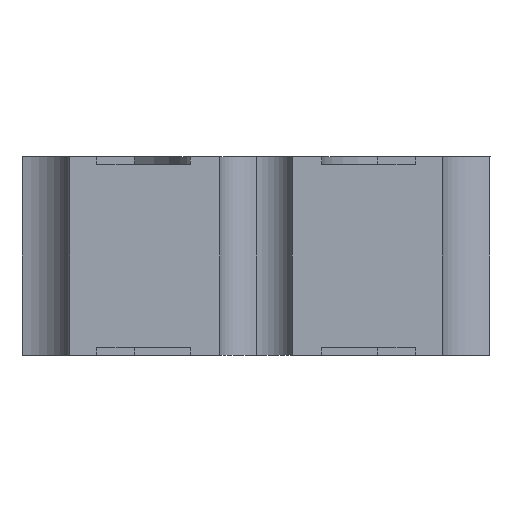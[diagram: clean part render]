
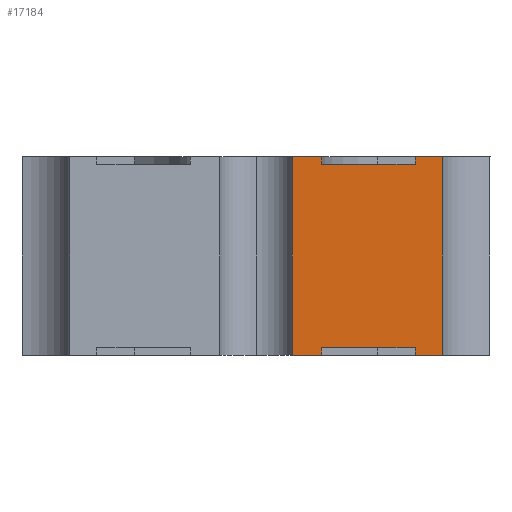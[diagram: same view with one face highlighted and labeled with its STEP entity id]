
A CAD part, left-side view. The second image highlights one B-rep face of the part: STEP entity #17184.
In plain terms, the highlighted planar face has unit normal (-1, 0, 0).
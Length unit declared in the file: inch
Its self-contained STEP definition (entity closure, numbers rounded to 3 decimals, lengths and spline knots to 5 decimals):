
#52 = DIRECTION ( 'NONE',  ( -1., 0., 0. ) ) ;
#147 = CARTESIAN_POINT ( 'NONE',  ( 0.21263, 0.20881, -0.049 ) ) ;
#764 = VERTEX_POINT ( 'NONE', #19429 ) ;
#904 = EDGE_CURVE ( 'NONE', #3530, #7808, #5527, .T. ) ;
#1019 = VECTOR ( 'NONE', #5834, 39.37008 ) ;
#1312 = EDGE_CURVE ( 'NONE', #764, #13709, #11092, .T. ) ;
#1684 = ORIENTED_EDGE ( 'NONE', *, *, #1312, .T. ) ;
#1770 = VECTOR ( 'NONE', #13370, 39.37008 ) ;
#1923 = EDGE_CURVE ( 'NONE', #13709, #18853, #18781, .T. ) ;
#2370 = DIRECTION ( 'NONE',  ( 0., 1., 0. ) ) ;
#2523 = DIRECTION ( 'NONE',  ( 0., -1., 0. ) ) ;
#2666 = EDGE_CURVE ( 'NONE', #8386, #18853, #13104, .T. ) ;
#2758 = CARTESIAN_POINT ( 'NONE',  ( 0.21263, 0.16879, -0.049 ) ) ;
#2855 = LINE ( 'NONE', #8896, #18784 ) ;
#3373 = ORIENTED_EDGE ( 'NONE', *, *, #904, .T. ) ;
#3530 = VERTEX_POINT ( 'NONE', #14697 ) ;
#4393 = CARTESIAN_POINT ( 'NONE',  ( 0.21263, 0.20881, 0. ) ) ;
#4420 = DIRECTION ( 'NONE',  ( 0., 0., 1. ) ) ;
#4460 = VERTEX_POINT ( 'NONE', #11422 ) ;
#5193 = ORIENTED_EDGE ( 'NONE', *, *, #10181, .T. ) ;
#5527 = LINE ( 'NONE', #10072, #16778 ) ;
#5562 = VECTOR ( 'NONE', #15881, 39.37008 ) ;
#5648 = DIRECTION ( 'NONE',  ( 0., -1., 0. ) ) ;
#5820 = CARTESIAN_POINT ( 'NONE',  ( 0.21263, 0.20099, 0. ) ) ;
#5834 = DIRECTION ( 'NONE',  ( 0., 1., 0. ) ) ;
#5975 = LINE ( 'NONE', #11887, #12783 ) ;
#6167 = DIRECTION ( 'NONE',  ( 0., 0., 1. ) ) ;
#6365 = VECTOR ( 'NONE', #2523, 39.37008 ) ;
#7808 = VERTEX_POINT ( 'NONE', #10021 ) ;
#7851 = VERTEX_POINT ( 'NONE', #16401 ) ;
#7996 = VECTOR ( 'NONE', #9613, 39.37008 ) ;
#8257 = EDGE_CURVE ( 'NONE', #18117, #11466, #8997, .T. ) ;
#8328 = EDGE_CURVE ( 'NONE', #8386, #18117, #2855, .T. ) ;
#8386 = VERTEX_POINT ( 'NONE', #15264 ) ;
#8585 = ORIENTED_EDGE ( 'NONE', *, *, #8257, .T. ) ;
#8718 = LINE ( 'NONE', #11762, #5562 ) ;
#8798 = DIRECTION ( 'NONE',  ( 0., 0., 1. ) ) ;
#8865 = CARTESIAN_POINT ( 'NONE',  ( 0.21263, 0.20099, -0.049 ) ) ;
#8896 = CARTESIAN_POINT ( 'NONE',  ( 0.21263, 0.28349, -0.051 ) ) ;
#8943 = EDGE_CURVE ( 'NONE', #4460, #7851, #8718, .T. ) ;
#8997 = LINE ( 'NONE', #2758, #15020 ) ;
#9137 = DIRECTION ( 'NONE',  ( 0., 0., -1. ) ) ;
#9275 = ORIENTED_EDGE ( 'NONE', *, *, #8328, .T. ) ;
#9613 = DIRECTION ( 'NONE',  ( 0., 0., 1. ) ) ;
#9770 = EDGE_CURVE ( 'NONE', #10183, #7808, #12628, .T. ) ;
#9774 = CARTESIAN_POINT ( 'NONE',  ( 0.21263, 0.20881, -0.049 ) ) ;
#10021 = CARTESIAN_POINT ( 'NONE',  ( 0.21263, 0.20881, 0.002 ) ) ;
#10072 = CARTESIAN_POINT ( 'NONE',  ( 0.21263, 0.28349, 0.002 ) ) ;
#10181 = EDGE_CURVE ( 'NONE', #10183, #764, #10193, .T. ) ;
#10183 = VERTEX_POINT ( 'NONE', #11661 ) ;
#10193 = LINE ( 'NONE', #17950, #13078 ) ;
#11092 = LINE ( 'NONE', #17078, #7996 ) ;
#11422 = CARTESIAN_POINT ( 'NONE',  ( 0.21263, 0.17599, 0.002 ) ) ;
#11466 = VERTEX_POINT ( 'NONE', #13482 ) ;
#11661 = CARTESIAN_POINT ( 'NONE',  ( 0.21263, 0.20881, -0.051 ) ) ;
#11762 = CARTESIAN_POINT ( 'NONE',  ( 0.21263, 0.17599, 0.002 ) ) ;
#11887 = CARTESIAN_POINT ( 'NONE',  ( 0.21263, 0.20099, 0.002 ) ) ;
#11942 = CARTESIAN_POINT ( 'NONE',  ( 0.21263, 0.28349, 0.002 ) ) ;
#12628 = LINE ( 'NONE', #9774, #13052 ) ;
#12783 = VECTOR ( 'NONE', #9137, 39.37008 ) ;
#12792 = CARTESIAN_POINT ( 'NONE',  ( 0.21263, 0.17599, -0.049 ) ) ;
#12810 = ORIENTED_EDGE ( 'NONE', *, *, #8943, .T. ) ;
#13052 = VECTOR ( 'NONE', #18625, 39.37008 ) ;
#13078 = VECTOR ( 'NONE', #5648, 39.37008 ) ;
#13104 = LINE ( 'NONE', #13491, #18340 ) ;
#13242 = ORIENTED_EDGE ( 'NONE', *, *, #9770, .F. ) ;
#13330 = LINE ( 'NONE', #11942, #1019 ) ;
#13370 = DIRECTION ( 'NONE',  ( 0., -1., 0. ) ) ;
#13482 = CARTESIAN_POINT ( 'NONE',  ( 0.21263, 0.16879, 0.002 ) ) ;
#13491 = CARTESIAN_POINT ( 'NONE',  ( 0.21263, 0.17599, -0.051 ) ) ;
#13658 = FACE_OUTER_BOUND ( 'NONE', #15962, .T. ) ;
#13709 = VERTEX_POINT ( 'NONE', #8865 ) ;
#13857 = EDGE_CURVE ( 'NONE', #11466, #4460, #13330, .T. ) ;
#14285 = ORIENTED_EDGE ( 'NONE', *, *, #1923, .T. ) ;
#14697 = CARTESIAN_POINT ( 'NONE',  ( 0.21263, 0.20099, 0.002 ) ) ;
#14893 = DIRECTION ( 'NONE',  ( 0., -1., 0. ) ) ;
#15020 = VECTOR ( 'NONE', #8798, 39.37008 ) ;
#15264 = CARTESIAN_POINT ( 'NONE',  ( 0.21263, 0.17599, -0.051 ) ) ;
#15881 = DIRECTION ( 'NONE',  ( 0., 0., -1. ) ) ;
#15962 = EDGE_LOOP ( 'NONE', ( #18910, #17307, #3373, #13242, #5193, #1684, #14285, #16684, #9275, #8585, #16396, #12810 ) ) ;
#16396 = ORIENTED_EDGE ( 'NONE', *, *, #13857, .T. ) ;
#16401 = CARTESIAN_POINT ( 'NONE',  ( 0.21263, 0.17599, 0. ) ) ;
#16510 = LINE ( 'NONE', #4393, #1770 ) ;
#16684 = ORIENTED_EDGE ( 'NONE', *, *, #2666, .F. ) ;
#16778 = VECTOR ( 'NONE', #2370, 39.37008 ) ;
#16794 = CARTESIAN_POINT ( 'NONE',  ( 0.21263, 0.16879, -0.051 ) ) ;
#17078 = CARTESIAN_POINT ( 'NONE',  ( 0.21263, 0.20099, -0.051 ) ) ;
#17099 = EDGE_CURVE ( 'NONE', #3530, #19229, #5975, .T. ) ;
#17161 = EDGE_CURVE ( 'NONE', #19229, #7851, #16510, .T. ) ;
#17184 = ADVANCED_FACE ( 'NONE', ( #13658 ), #18175, .T. ) ;
#17307 = ORIENTED_EDGE ( 'NONE', *, *, #17099, .F. ) ;
#17950 = CARTESIAN_POINT ( 'NONE',  ( 0.21263, 0.28349, -0.051 ) ) ;
#18117 = VERTEX_POINT ( 'NONE', #16794 ) ;
#18175 = PLANE ( 'NONE',  #18755 ) ;
#18340 = VECTOR ( 'NONE', #4420, 39.37008 ) ;
#18625 = DIRECTION ( 'NONE',  ( 0., 0., 1. ) ) ;
#18755 = AXIS2_PLACEMENT_3D ( 'NONE', #147, #52, #6167 ) ;
#18781 = LINE ( 'NONE', #18869, #6365 ) ;
#18784 = VECTOR ( 'NONE', #14893, 39.37008 ) ;
#18853 = VERTEX_POINT ( 'NONE', #12792 ) ;
#18869 = CARTESIAN_POINT ( 'NONE',  ( 0.21263, 0.20881, -0.049 ) ) ;
#18910 = ORIENTED_EDGE ( 'NONE', *, *, #17161, .F. ) ;
#19229 = VERTEX_POINT ( 'NONE', #5820 ) ;
#19429 = CARTESIAN_POINT ( 'NONE',  ( 0.21263, 0.20099, -0.051 ) ) ;
